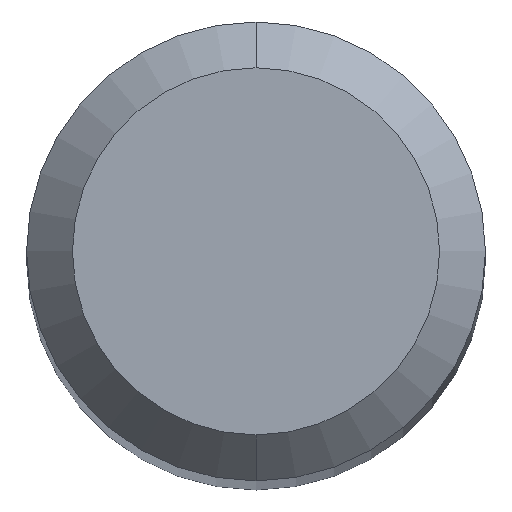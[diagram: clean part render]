
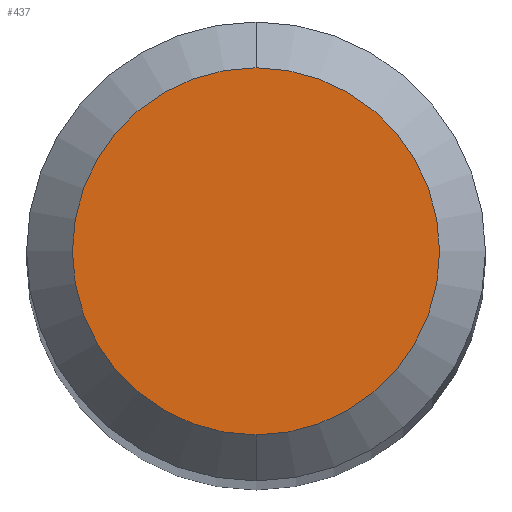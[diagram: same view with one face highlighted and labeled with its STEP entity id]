
A CAD part, top view. The second image highlights one B-rep face of the part: STEP entity #437.
In plain terms, the highlighted planar face has unit normal (0, 0, 1).
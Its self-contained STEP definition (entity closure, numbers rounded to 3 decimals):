
#197=EDGE_CURVE('',#297,#299,#504,.T.);
#297=VERTEX_POINT('',#614);
#299=VERTEX_POINT('',#616);
#393=EDGE_CURVE('',#299,#297,#722,.T.);
#437=ADVANCED_FACE('',(#771),#772,.T.);
#504=CIRCLE('',#880,1.2);
#614=CARTESIAN_POINT('',(0.0,1.2,0.0));
#616=CARTESIAN_POINT('',(0.,-1.2,0.0));
#722=CIRCLE('',#1303,1.2);
#771=FACE_OUTER_BOUND('',#1397,.T.);
#772=PLANE('',#1398);
#880=AXIS2_PLACEMENT_3D('',#1450,#1451,#1452);
#1303=AXIS2_PLACEMENT_3D('',#1705,#1706,#1707);
#1397=EDGE_LOOP('',(#1768,#1769));
#1398=AXIS2_PLACEMENT_3D('',#1770,#1771,#1772);
#1450=CARTESIAN_POINT('',(0.0,0.0,0.0));
#1451=DIRECTION('',(0.0,0.0,-1.0));
#1452=DIRECTION('',(0.0,1.0,0.0));
#1705=CARTESIAN_POINT('',(0.0,0.0,0.0));
#1706=DIRECTION('',(0.0,0.0,-1.0));
#1707=DIRECTION('',(0.0,1.0,0.0));
#1768=ORIENTED_EDGE('',*,*,#197,.F.);
#1769=ORIENTED_EDGE('',*,*,#393,.F.);
#1770=CARTESIAN_POINT('',(0.0,0.6,0.0));
#1771=DIRECTION('',(-0.0,0.0,1.0));
#1772=DIRECTION('',(0.0,-1.0,0.0));
